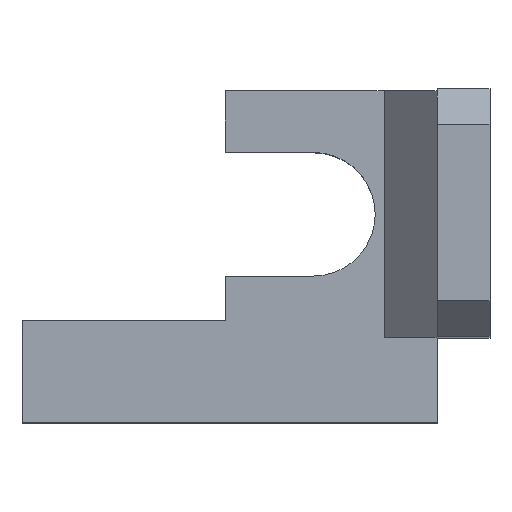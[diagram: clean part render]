
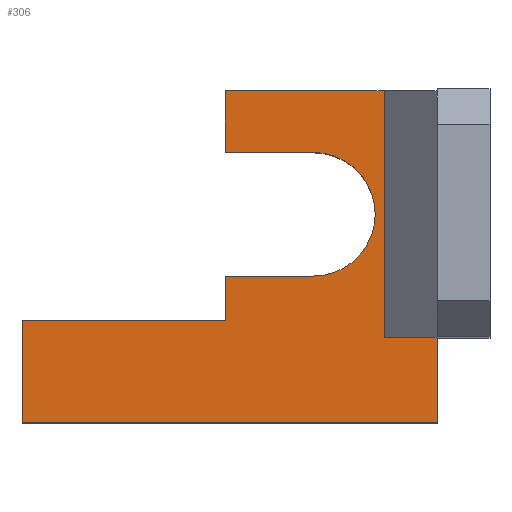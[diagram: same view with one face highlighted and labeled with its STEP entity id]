
A CAD part, top view. The second image highlights one B-rep face of the part: STEP entity #306.
In plain terms, the highlighted planar face has unit normal (0, 0, 1).
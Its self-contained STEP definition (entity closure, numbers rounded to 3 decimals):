
#75=CARTESIAN_POINT('',(-8.25,-3.,4.5));
#76=VERTEX_POINT('',#75);
#83=CARTESIAN_POINT('',(-2.5,-3.,4.5));
#84=VERTEX_POINT('',#83);
#85=CARTESIAN_POINT('',(-2.5,-3.,4.5));
#86=DIRECTION('',(-1.0,0.0,0.0));
#87=VECTOR('',#86,5.75);
#88=LINE('',#85,#87);
#89=EDGE_CURVE('',#84,#76,#88,.T.);
#122=CARTESIAN_POINT('',(-8.25,-5.9,4.5));
#123=VERTEX_POINT('',#122);
#130=CARTESIAN_POINT('',(-8.25,-3.,4.5));
#131=DIRECTION('',(0.0,-1.0,0.0));
#132=VECTOR('',#131,2.9);
#133=LINE('',#130,#132);
#134=EDGE_CURVE('',#76,#123,#133,.T.);
#144=CARTESIAN_POINT('',(3.5,-5.9,4.5));
#145=VERTEX_POINT('',#144);
#162=CARTESIAN_POINT('',(3.5,-3.5,4.5));
#163=VERTEX_POINT('',#162);
#170=CARTESIAN_POINT('',(3.5,-3.5,4.5));
#171=DIRECTION('',(0.0,-1.0,0.0));
#172=VECTOR('',#171,2.4);
#173=LINE('',#170,#172);
#174=EDGE_CURVE('',#163,#145,#173,.T.);
#184=CARTESIAN_POINT('',(-8.25,-5.9,4.5));
#185=DIRECTION('',(1.0,0.0,0.0));
#186=VECTOR('',#185,11.75);
#187=LINE('',#184,#186);
#188=EDGE_CURVE('',#123,#145,#187,.T.);
#208=CARTESIAN_POINT('',(2.,3.5,4.5));
#209=VERTEX_POINT('',#208);
#216=CARTESIAN_POINT('',(2.0,-3.5,4.5));
#217=VERTEX_POINT('',#216);
#218=CARTESIAN_POINT('',(2.,3.5,4.5));
#219=DIRECTION('',(0.0,-1.0,0.0));
#220=VECTOR('',#219,7.0);
#221=LINE('',#218,#220);
#222=EDGE_CURVE('',#209,#217,#221,.T.);
#241=CARTESIAN_POINT('',(0.75,0.0,4.5));
#242=DIRECTION('',(0.0,0.0,1.0));
#243=DIRECTION('',(1.0,0.0,0.0));
#244=AXIS2_PLACEMENT_3D('',#241,#242,#243);
#245=PLANE('',#244);
#246=ORIENTED_EDGE('',*,*,#222,.F.);
#247=CARTESIAN_POINT('',(-2.5,3.5,4.5));
#248=VERTEX_POINT('',#247);
#249=CARTESIAN_POINT('',(-2.5,3.5,4.5));
#250=DIRECTION('',(1.0,0.0,0.0));
#251=VECTOR('',#250,4.5);
#252=LINE('',#249,#251);
#253=EDGE_CURVE('',#248,#209,#252,.T.);
#254=ORIENTED_EDGE('',*,*,#253,.F.);
#255=CARTESIAN_POINT('',(-2.5,1.75,4.5));
#256=VERTEX_POINT('',#255);
#257=CARTESIAN_POINT('',(-2.5,1.75,4.5));
#258=DIRECTION('',(0.0,1.0,0.0));
#259=VECTOR('',#258,1.75);
#260=LINE('',#257,#259);
#261=EDGE_CURVE('',#256,#248,#260,.T.);
#262=ORIENTED_EDGE('',*,*,#261,.F.);
#263=CARTESIAN_POINT('',(0.,1.75,4.5));
#264=VERTEX_POINT('',#263);
#265=CARTESIAN_POINT('',(-2.5,1.75,4.5));
#266=DIRECTION('',(1.0,0.0,0.0));
#267=VECTOR('',#266,2.5);
#268=LINE('',#265,#267);
#269=EDGE_CURVE('',#256,#264,#268,.T.);
#270=ORIENTED_EDGE('',*,*,#269,.T.);
#271=CARTESIAN_POINT('',(0.,-1.75,4.5));
#272=VERTEX_POINT('',#271);
#273=CARTESIAN_POINT('',(0.,0.0,4.5));
#274=DIRECTION('',(0.0,0.0,-1.0));
#275=DIRECTION('',(1.0,0.0,0.0));
#276=AXIS2_PLACEMENT_3D('',#273,#274,#275);
#277=CIRCLE('',#276,1.75);
#278=EDGE_CURVE('',#264,#272,#277,.T.);
#279=ORIENTED_EDGE('',*,*,#278,.T.);
#280=CARTESIAN_POINT('',(-2.5,-1.75,4.5));
#281=VERTEX_POINT('',#280);
#282=CARTESIAN_POINT('',(0.,-1.75,4.5));
#283=DIRECTION('',(-1.0,0.0,0.0));
#284=VECTOR('',#283,2.5);
#285=LINE('',#282,#284);
#286=EDGE_CURVE('',#272,#281,#285,.T.);
#287=ORIENTED_EDGE('',*,*,#286,.T.);
#288=CARTESIAN_POINT('',(-2.5,-3.,4.5));
#289=DIRECTION('',(0.0,1.0,0.0));
#290=VECTOR('',#289,1.25);
#291=LINE('',#288,#290);
#292=EDGE_CURVE('',#84,#281,#291,.T.);
#293=ORIENTED_EDGE('',*,*,#292,.F.);
#294=ORIENTED_EDGE('',*,*,#89,.T.);
#295=ORIENTED_EDGE('',*,*,#134,.T.);
#296=ORIENTED_EDGE('',*,*,#188,.T.);
#297=ORIENTED_EDGE('',*,*,#174,.F.);
#298=CARTESIAN_POINT('',(2.0,-3.5,4.5));
#299=DIRECTION('',(1.0,0.0,0.0));
#300=VECTOR('',#299,1.5);
#301=LINE('',#298,#300);
#302=EDGE_CURVE('',#217,#163,#301,.T.);
#303=ORIENTED_EDGE('',*,*,#302,.F.);
#304=EDGE_LOOP('',(#246,#254,#262,#270,#279,#287,#293,#294,#295,#296,#297,#303));
#305=FACE_OUTER_BOUND('',#304,.T.);
#306=ADVANCED_FACE('',(#305),#245,.T.);
